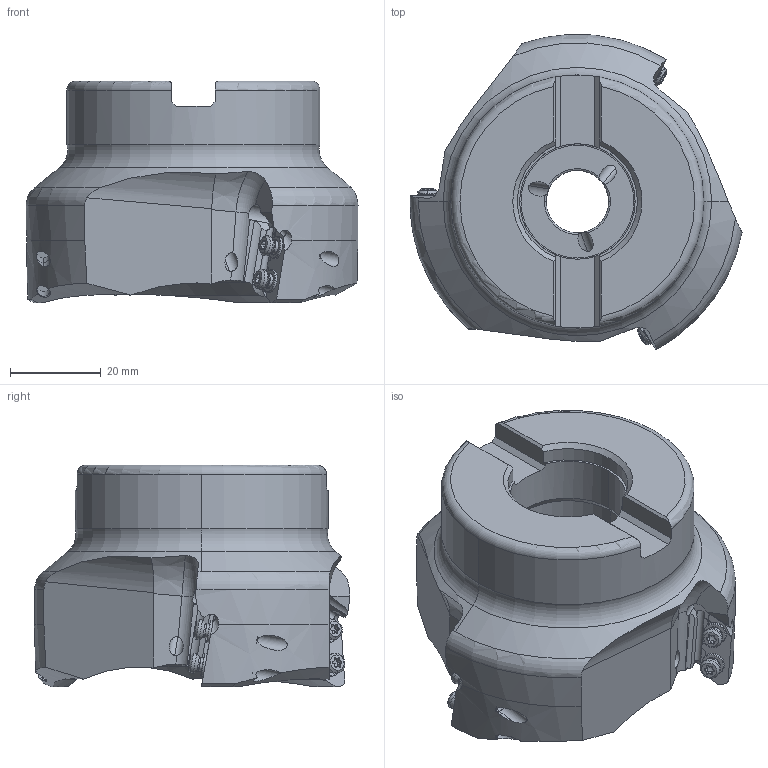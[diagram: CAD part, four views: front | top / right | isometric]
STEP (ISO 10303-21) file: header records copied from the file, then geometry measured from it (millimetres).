
FILE_DESCRIPTION(/* description */ (''),/* implementation_level */ '2;1');
FILE_NAME(/* name */ 'AXD4000UR0303CA.stp',/* time_stamp */ '2021-10-19T09:07:16+09:00',/* author */ (''),/* organization */ (''),/* preprocessor_version */ 'ST-DEVELOPER v16',/* originating_system */ 'SIEMENS PLM Software NX 10.0',/* authorisation */ '');
FILE_SCHEMA (('AUTOMOTIVE_DESIGN { 1 0 10303 214 3 1 1 1 }'));
Length unit declared in the file: millimetre
Products named in the file (1): AXD4000UR0303CA_ASM
Bounding box: 72.99 x 69.31 x 48.79 mm (x, y, z)
Volume: 109590.1 mm3; surface area: 20920.4 mm2
Topology: 7 solids, 7 shells, 464 faces, 1447 edges, 988 vertices
Faces by surface type: cylinder 221, plane 105, cone 75, torus 39, sphere 24
Entity records: 20864 total; most frequent: CARTESIAN_POINT 7892, ORIENTED_EDGE 2854, DIRECTION 2636, EDGE_CURVE 1427, AXIS2_PLACEMENT_3D 1123, VERTEX_POINT 982, CIRCLE 597, EDGE_LOOP 489
